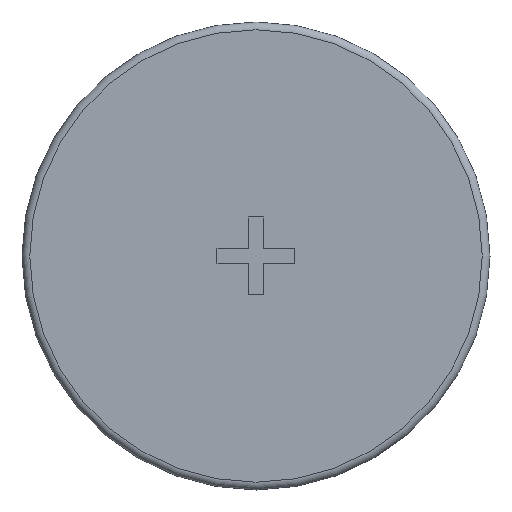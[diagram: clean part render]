
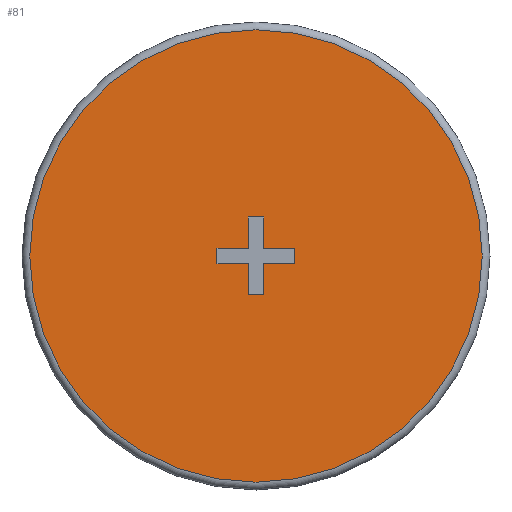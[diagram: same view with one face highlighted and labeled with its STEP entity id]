
A CAD part, front view. The second image highlights one B-rep face of the part: STEP entity #81.
In plain terms, the highlighted planar face has unit normal (0, -1, 0).
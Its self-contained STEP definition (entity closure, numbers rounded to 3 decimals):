
#81 = ADVANCED_FACE( '', ( #163, #164 ), #165, .F. );
#163 = FACE_BOUND( '', #240, .T. );
#164 = FACE_OUTER_BOUND( '', #241, .T. );
#165 = PLANE( '', #242 );
#240 = EDGE_LOOP( '', ( #391, #392, #393, #394, #395, #396, #397, #398, #399, #400, #401, #402 ) );
#241 = EDGE_LOOP( '', ( #403 ) );
#242 = AXIS2_PLACEMENT_3D( '', #404, #405, #406 );
#391 = ORIENTED_EDGE( '', *, *, #473, .T. );
#392 = ORIENTED_EDGE( '', *, *, #477, .F. );
#393 = ORIENTED_EDGE( '', *, *, #482, .T. );
#394 = ORIENTED_EDGE( '', *, *, #466, .T. );
#395 = ORIENTED_EDGE( '', *, *, #443, .T. );
#396 = ORIENTED_EDGE( '', *, *, #471, .T. );
#397 = ORIENTED_EDGE( '', *, *, #434, .T. );
#398 = ORIENTED_EDGE( '', *, *, #469, .T. );
#399 = ORIENTED_EDGE( '', *, *, #429, .T. );
#400 = ORIENTED_EDGE( '', *, *, #439, .T. );
#401 = ORIENTED_EDGE( '', *, *, #464, .T. );
#402 = ORIENTED_EDGE( '', *, *, #460, .T. );
#403 = ORIENTED_EDGE( '', *, *, #480, .T. );
#404 = CARTESIAN_POINT( '', ( 14.5, 0., 0. ) );
#405 = DIRECTION( '', ( 0., 1., 0. ) );
#406 = DIRECTION( '', ( 0., 0., 1. ) );
#429 = EDGE_CURVE( '', #497, #498, #499, .T. );
#434 = EDGE_CURVE( '', #506, #507, #508, .T. );
#439 = EDGE_CURVE( '', #498, #515, #516, .T. );
#443 = EDGE_CURVE( '', #521, #522, #523, .T. );
#460 = EDGE_CURVE( '', #549, #550, #551, .T. );
#464 = EDGE_CURVE( '', #515, #549, #555, .T. );
#466 = EDGE_CURVE( '', #557, #521, #558, .T. );
#469 = EDGE_CURVE( '', #507, #497, #561, .T. );
#471 = EDGE_CURVE( '', #522, #506, #563, .T. );
#473 = EDGE_CURVE( '', #550, #565, #566, .T. );
#477 = EDGE_CURVE( '', #570, #565, #571, .T. );
#480 = EDGE_CURVE( '', #574, #574, #575, .T. );
#482 = EDGE_CURVE( '', #570, #557, #577, .T. );
#497 = VERTEX_POINT( '', #592 );
#498 = VERTEX_POINT( '', #593 );
#499 = LINE( '', #594, #595 );
#506 = VERTEX_POINT( '', #605 );
#507 = VERTEX_POINT( '', #606 );
#508 = LINE( '', #607, #608 );
#515 = VERTEX_POINT( '', #618 );
#516 = LINE( '', #619, #620 );
#521 = VERTEX_POINT( '', #627 );
#522 = VERTEX_POINT( '', #628 );
#523 = LINE( '', #629, #630 );
#549 = VERTEX_POINT( '', #667 );
#550 = VERTEX_POINT( '', #668 );
#551 = LINE( '', #669, #670 );
#555 = LINE( '', #676, #677 );
#557 = VERTEX_POINT( '', #679 );
#558 = LINE( '', #680, #681 );
#561 = LINE( '', #685, #686 );
#563 = LINE( '', #688, #689 );
#565 = VERTEX_POINT( '', #691 );
#566 = LINE( '', #692, #693 );
#570 = VERTEX_POINT( '', #698 );
#571 = LINE( '', #699, #700 );
#574 = VERTEX_POINT( '', #704 );
#575 = CIRCLE( '', #705, 14.5 );
#577 = LINE( '', #707, #708 );
#592 = CARTESIAN_POINT( '', ( -2.5, 0., 0.5 ) );
#593 = CARTESIAN_POINT( '', ( -0.5, 0., 0.5 ) );
#594 = CARTESIAN_POINT( '', ( -2.5, 0., 0.5 ) );
#595 = VECTOR( '', #723, 1000. );
#605 = CARTESIAN_POINT( '', ( -0.5, 0., -0.5 ) );
#606 = CARTESIAN_POINT( '', ( -2.5, 0., -0.5 ) );
#607 = CARTESIAN_POINT( '', ( -0.5, 0., -0.5 ) );
#608 = VECTOR( '', #727, 1000. );
#618 = CARTESIAN_POINT( '', ( -0.5, 0., 2.5 ) );
#619 = CARTESIAN_POINT( '', ( -0.5, 0., 0.5 ) );
#620 = VECTOR( '', #731, 1000. );
#627 = CARTESIAN_POINT( '', ( 0.5, 0., -2.5 ) );
#628 = CARTESIAN_POINT( '', ( -0.5, 0., -2.5 ) );
#629 = CARTESIAN_POINT( '', ( 0.5, 0., -2.5 ) );
#630 = VECTOR( '', #734, 1000. );
#667 = CARTESIAN_POINT( '', ( 0.5, 0., 2.5 ) );
#668 = CARTESIAN_POINT( '', ( 0.5, 0., 0.5 ) );
#669 = CARTESIAN_POINT( '', ( 0.5, 0., 2.5 ) );
#670 = VECTOR( '', #752, 1000. );
#676 = CARTESIAN_POINT( '', ( -0.5, 0., 2.5 ) );
#677 = VECTOR( '', #755, 1000. );
#679 = CARTESIAN_POINT( '', ( 0.5, 0., -0.5 ) );
#680 = CARTESIAN_POINT( '', ( 0.5, 0., -0.5 ) );
#681 = VECTOR( '', #756, 1000. );
#685 = CARTESIAN_POINT( '', ( -2.5, 0., -0.5 ) );
#686 = VECTOR( '', #758, 1000. );
#688 = CARTESIAN_POINT( '', ( -0.5, 0., -2.5 ) );
#689 = VECTOR( '', #759, 1000. );
#691 = CARTESIAN_POINT( '', ( 2.5, 0., 0.5 ) );
#692 = CARTESIAN_POINT( '', ( 0.5, 0., 0.5 ) );
#693 = VECTOR( '', #760, 1000. );
#698 = CARTESIAN_POINT( '', ( 2.5, 0., -0.5 ) );
#699 = CARTESIAN_POINT( '', ( 2.5, 0., 0. ) );
#700 = VECTOR( '', #762, 1000. );
#704 = CARTESIAN_POINT( '', ( 0., 0., -14.5 ) );
#705 = AXIS2_PLACEMENT_3D( '', #764, #765, #766 );
#707 = CARTESIAN_POINT( '', ( 2.5, 0., -0.5 ) );
#708 = VECTOR( '', #767, 1000. );
#723 = DIRECTION( '', ( 1., 0., 0. ) );
#727 = DIRECTION( '', ( -1., 0., 0. ) );
#731 = DIRECTION( '', ( 0., 0., 1. ) );
#734 = DIRECTION( '', ( -1., 0., 0. ) );
#752 = DIRECTION( '', ( 0., 0., -1. ) );
#755 = DIRECTION( '', ( 1., 0., 0. ) );
#756 = DIRECTION( '', ( 0., 0., -1. ) );
#758 = DIRECTION( '', ( 0., 0., 1. ) );
#759 = DIRECTION( '', ( 0., 0., 1. ) );
#760 = DIRECTION( '', ( 1., 0., 0. ) );
#762 = DIRECTION( '', ( 0., 0., 1. ) );
#764 = CARTESIAN_POINT( '', ( 0., 0., 0. ) );
#765 = DIRECTION( '', ( 0., -1., 0. ) );
#766 = DIRECTION( '', ( 0., 0., -1. ) );
#767 = DIRECTION( '', ( -1., 0., 0. ) );
